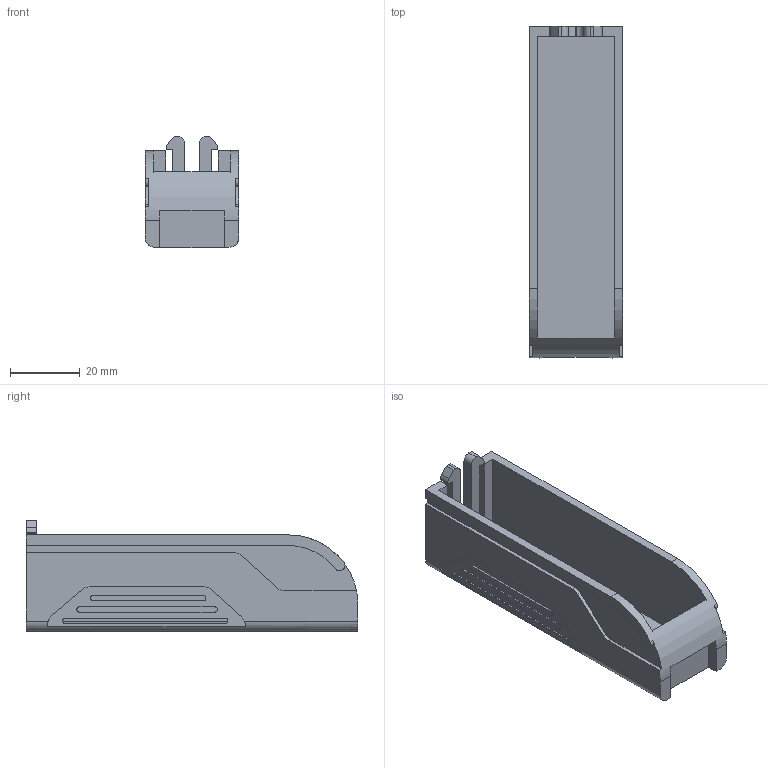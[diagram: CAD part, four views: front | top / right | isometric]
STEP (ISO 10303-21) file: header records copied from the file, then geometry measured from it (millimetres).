
FILE_DESCRIPTION(('HOOPS Exchange Step'),'2;1');
FILE_NAME('temp_export','2026-04-05T14:46:15-05:00',('mobile'),('Shapr3D Limited'),'HOOPS Exchange 2025.9','Shapr3D','Authorized');
FILE_SCHEMA( ('AP242_MANAGED_MODEL_BASED_3D_ENGINEERING_MIM_LF {1 0 10303 442 1 1 4}') );
Length unit declared in the file: millimetre
Products named in the file (2): Front; root
Assembly tree (1 placements, depth 2):
  root
    Front
Bounding box: 27 x 95.43 x 31.92 mm (x, y, z)
Volume: 21212.6 mm3; surface area: 17345 mm2
Topology: 1 solids, 1 shells, 149 faces, 423 edges, 282 vertices
Faces by surface type: plane 94, cylinder 55
Entity records: 4950 total; most frequent: CARTESIAN_POINT 910, ORIENTED_EDGE 846, DIRECTION 839, EDGE_CURVE 423, VECTOR 297, LINE 297, VERTEX_POINT 282, AXIS2_PLACEMENT_3D 271
